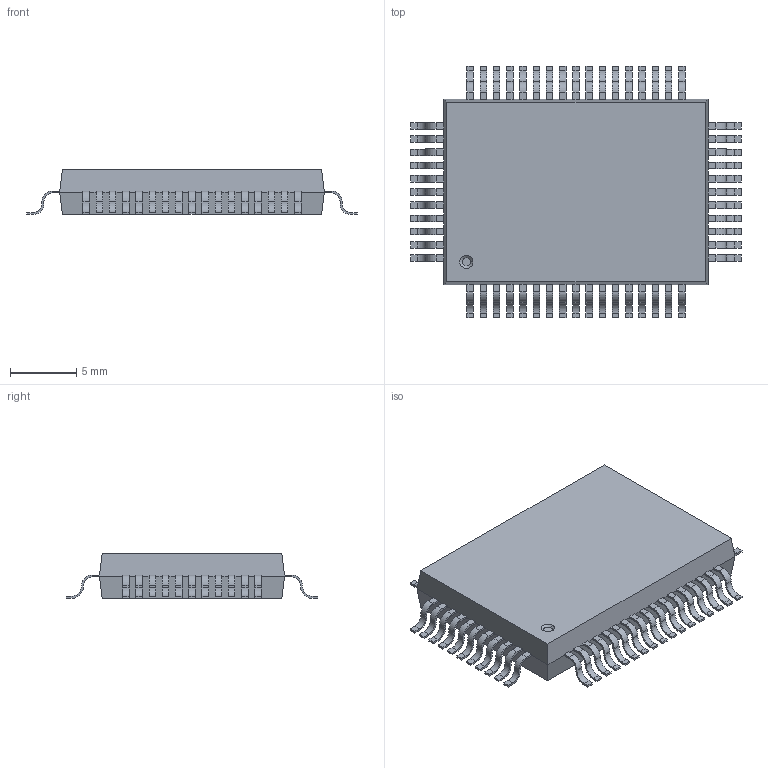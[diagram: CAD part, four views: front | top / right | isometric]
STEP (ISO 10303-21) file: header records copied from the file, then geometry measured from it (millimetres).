
FILE_DESCRIPTION (( 'STEP AP214' ), '1' );
FILE_NAME ('QFP-64.STEP', '2009-08-17T08:58:57', ( 'kiwnliu' ), ( 'DS' ), 'SwSTEP 2.0', 'SolidWorks 2009', '' );
FILE_SCHEMA (( 'AUTOMOTIVE_DESIGN' ));
Length unit declared in the file: millimetre
Products named in the file (1): QFP-64
Bounding box: 25 x 19 x 3.4 mm (x, y, z)
Volume: 942.6 mm3; surface area: 1014.9 mm2
Topology: 1 solids, 1 shells, 741 faces, 2210 edges, 1472 vertices
Faces by surface type: plane 515, cylinder 224, cone 2
Entity records: 32978 total; most frequent: CARTESIAN_POINT 4424, ORIENTED_EDGE 4420, DIRECTION 4146, EDGE_CURVE 2210, VECTOR 1758, LINE 1758, VERTEX_POINT 1472, AXIS2_PLACEMENT_3D 1194
